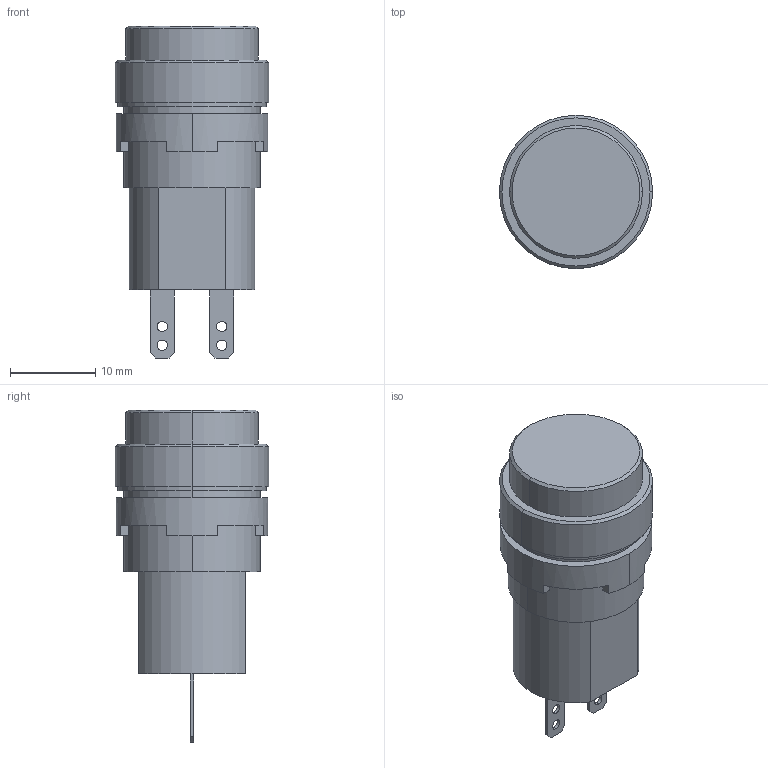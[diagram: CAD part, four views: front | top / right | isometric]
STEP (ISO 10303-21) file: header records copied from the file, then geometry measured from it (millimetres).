
FILE_DESCRIPTION (( 'STEP AP214' ), '1' );
FILE_NAME ('21_AP6M1##$.STEP', '2020-10-27T07:41:59', ( 'IDEC' ), ( 'IDEC' ), 'SwSTEP 2.0', 'SolidWorks 2019', '' );
FILE_SCHEMA (( 'AUTOMOTIVE_DESIGN' ));
Length unit declared in the file: millimetre
Products named in the file (3): AP6M1-BODY; 16-NUT; 21_AP6M1##$
Assembly tree (2 placements, depth 2):
  21_AP6M1##$
    AP6M1-BODY
    16-NUT
Bounding box: 18 x 18 x 39 mm (x, y, z)
Volume: 6186.8 mm3; surface area: 2633.4 mm2
Topology: 2 solids, 2 shells, 65 faces, 164 edges, 108 vertices
Faces by surface type: plane 39, cylinder 22, cone 4
Entity records: 2100 total; most frequent: DIRECTION 368, CARTESIAN_POINT 342, ORIENTED_EDGE 328, EDGE_CURVE 164, AXIS2_PLACEMENT_3D 134, VERTEX_POINT 108, LINE 100, VECTOR 100
